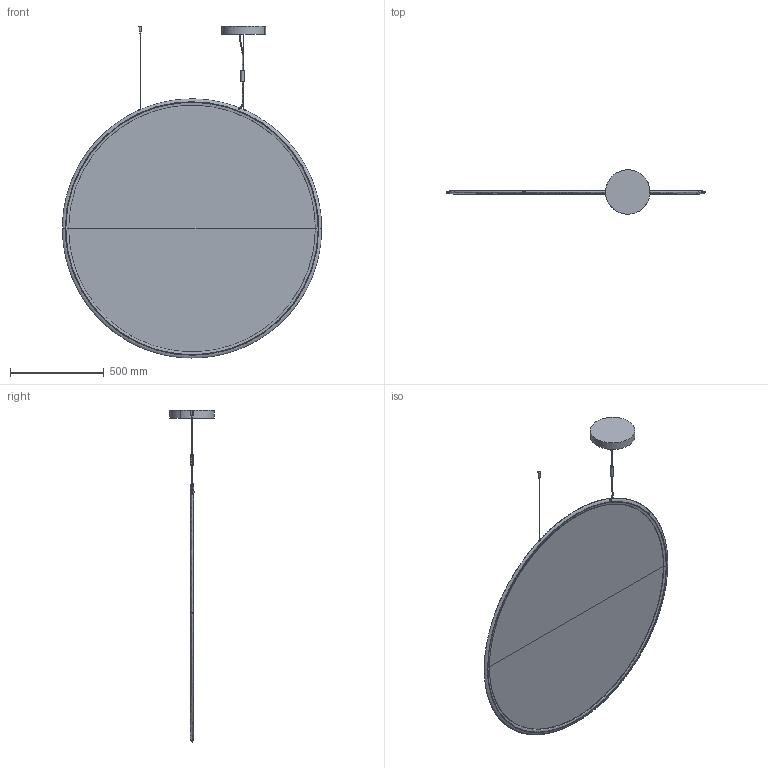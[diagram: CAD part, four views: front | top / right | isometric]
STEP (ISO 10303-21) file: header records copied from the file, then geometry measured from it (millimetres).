
FILE_DESCRIPTION(/* description */ (''),/* implementation_level */ '2;1');
FILE_NAME(/* name */ '3D 199400 - Discovery Vertical 140',/* time_stamp */ '2018-07-23T09:35:19+02:00',/* author */ (''),/* organization */ (''),/* preprocessor_version */ 'ST-DEVELOPER v10',/* originating_system */ '',/* authorisation */ '');
FILE_SCHEMA (('AUTOMOTIVE_DESIGN'));
Length unit declared in the file: millimetre
Products named in the file (1): 1
Bounding box: 1380.08 x 236.41 x 1768.81 mm (x, y, z)
Volume: 5681720.9 mm3; surface area: 3332162.7 mm2
Topology: 5 solids, 11 shells, 192 faces, 454 edges, 271 vertices
Faces by surface type: bspline 173, plane 19
Entity records: 7169 total; most frequent: CARTESIAN_POINT 4712, ORIENTED_EDGE 870, EDGE_CURVE 450, VERTEX_POINT 271, EDGE_LOOP 202, ADVANCED_FACE 192, FACE_OUTER_BOUND 192, B_SPLINE_CURVE_WITH_KNOTS 68
